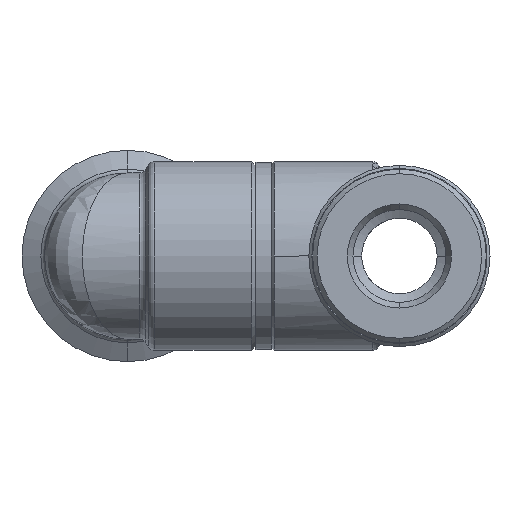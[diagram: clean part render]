
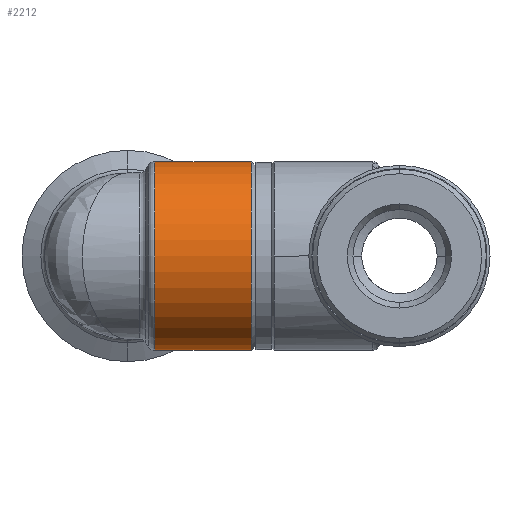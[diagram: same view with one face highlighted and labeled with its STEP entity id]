
A CAD part, left-side view. The second image highlights one B-rep face of the part: STEP entity #2212.
In plain terms, the highlighted cylindrical face has radius 6.25 mm (diameter 12.5 mm), a partial arc.
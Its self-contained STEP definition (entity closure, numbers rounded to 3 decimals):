
#1125 = DIRECTION ( 'NONE',  ( 0., 0., 1. ) ) ;
#1126 = DIRECTION ( 'NONE',  ( 0., -1., 0. ) ) ;
#1127 = CARTESIAN_POINT ( 'NONE',  ( 0., 0.8, 0. ) ) ;
#1128 = AXIS2_PLACEMENT_3D ( 'NONE', #1127, #1126, #1125 ) ;
#1129 = CIRCLE ( 'NONE', #1128, 6.25 ) ;
#1475 = DIRECTION ( 'NONE',  ( 0., 1., 0. ) ) ;
#1476 = VECTOR ( 'NONE', #1475, 1000. ) ;
#1477 = CARTESIAN_POINT ( 'NONE',  ( 0., 14.805, -6.25 ) ) ;
#1478 = LINE ( 'NONE', #1477, #1476 ) ;
#1528 = LINE ( 'NONE', #1569, #1568 ) ;
#1534 = CARTESIAN_POINT ( 'NONE',  ( 0., 0.8, 6.25 ) ) ;
#1566 = CARTESIAN_POINT ( 'NONE',  ( 0., 7.211, -6.25 ) ) ;
#1568 = VECTOR ( 'NONE', #1610, 1000. ) ;
#1569 = CARTESIAN_POINT ( 'NONE',  ( 0., 14.805, 6.25 ) ) ;
#1583 = CARTESIAN_POINT ( 'NONE',  ( 0., 7.211, 6.25 ) ) ;
#1610 = DIRECTION ( 'NONE',  ( 0., 1., 0. ) ) ;
#1618 = CARTESIAN_POINT ( 'NONE',  ( 0., 0.8, -6.25 ) ) ;
#2183 = ORIENTED_EDGE ( 'NONE', *, *, #3531, .F. ) ;
#2191 = ORIENTED_EDGE ( 'NONE', *, *, #3138, .F. ) ;
#2195 = EDGE_LOOP ( 'NONE', ( #2183, #2191, #2220, #2217 ) ) ;
#2212 = ADVANCED_FACE ( 'NONE', ( #4169 ), #4143, .T. ) ;
#2217 = ORIENTED_EDGE ( 'NONE', *, *, #3806, .T. ) ;
#2220 = ORIENTED_EDGE ( 'NONE', *, *, #3558, .T. ) ;
#3138 = EDGE_CURVE ( 'NONE', #3539, #3578, #1129, .T. ) ;
#3531 = EDGE_CURVE ( 'NONE', #3578, #3573, #1478, .T. ) ;
#3539 = VERTEX_POINT ( 'NONE', #1534 ) ;
#3558 = EDGE_CURVE ( 'NONE', #3539, #3625, #1528, .T. ) ;
#3573 = VERTEX_POINT ( 'NONE', #1566 ) ;
#3578 = VERTEX_POINT ( 'NONE', #1618 ) ;
#3625 = VERTEX_POINT ( 'NONE', #1583 ) ;
#3806 = EDGE_CURVE ( 'NONE', #3625, #3573, #6294, .T. ) ;
#4142 = CARTESIAN_POINT ( 'NONE',  ( 0., 14.805, 0. ) ) ;
#4143 = CYLINDRICAL_SURFACE ( 'NONE', #4183, 6.25 ) ;
#4153 = DIRECTION ( 'NONE',  ( 0., 1., 0. ) ) ;
#4169 = FACE_OUTER_BOUND ( 'NONE', #2195, .T. ) ;
#4182 = DIRECTION ( 'NONE',  ( 0., 0., 1. ) ) ;
#4183 = AXIS2_PLACEMENT_3D ( 'NONE', #4142, #4153, #4182 ) ;
#6263 = CARTESIAN_POINT ( 'NONE',  ( 0., 7.211, 0. ) ) ;
#6273 = DIRECTION ( 'NONE',  ( 0., -1., 0. ) ) ;
#6294 = CIRCLE ( 'NONE', #6311, 6.25 ) ;
#6310 = DIRECTION ( 'NONE',  ( 0., 0., -1. ) ) ;
#6311 = AXIS2_PLACEMENT_3D ( 'NONE', #6263, #6273, #6310 ) ;
